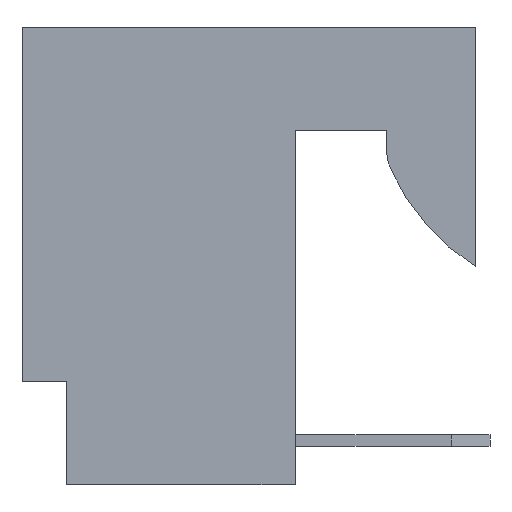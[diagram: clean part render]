
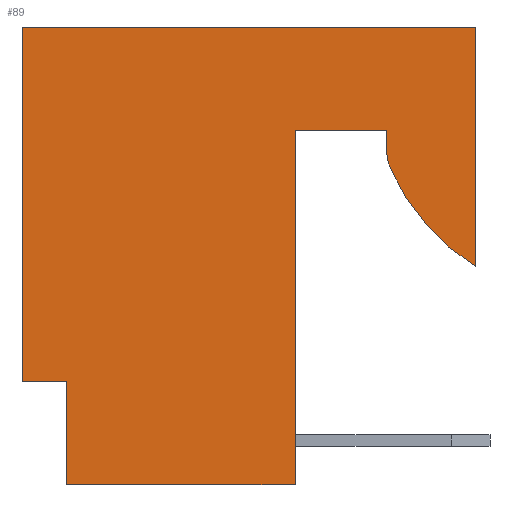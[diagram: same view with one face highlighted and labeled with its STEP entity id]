
A CAD part, left-side view. The second image highlights one B-rep face of the part: STEP entity #89.
In plain terms, the highlighted planar face has unit normal (-1, 0, 0).
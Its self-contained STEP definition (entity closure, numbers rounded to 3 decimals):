
#89=ADVANCED_FACE('',(#446),#447,.F.);
#446=FACE_OUTER_BOUND('',#1116,.T.);
#447=PLANE('',#1117);
#1116=EDGE_LOOP('',(#1906,#1907,#1908,#1909,#1910,#1911,#1912,#1913,#1914,#1915,#1916));
#1117=AXIS2_PLACEMENT_3D('',#1917,#1918,#1919);
#1906=ORIENTED_EDGE('',*,*,#4602,.F.);
#1907=ORIENTED_EDGE('',*,*,#4603,.F.);
#1908=ORIENTED_EDGE('',*,*,#4604,.F.);
#1909=ORIENTED_EDGE('',*,*,#4605,.F.);
#1910=ORIENTED_EDGE('',*,*,#4606,.F.);
#1911=ORIENTED_EDGE('',*,*,#4607,.F.);
#1912=ORIENTED_EDGE('',*,*,#4608,.F.);
#1913=ORIENTED_EDGE('',*,*,#4609,.F.);
#1914=ORIENTED_EDGE('',*,*,#4610,.F.);
#1915=ORIENTED_EDGE('',*,*,#4611,.F.);
#1916=ORIENTED_EDGE('',*,*,#4612,.F.);
#1917=CARTESIAN_POINT('',(-7.569,0.0,0.0));
#1918=DIRECTION('',(1.0,0.0,0.0));
#1919=DIRECTION('',(0.0,1.0,0.0));
#4602=EDGE_CURVE('',#5632,#5633,#5634,.T.);
#4603=EDGE_CURVE('',#5635,#5632,#5636,.T.);
#4604=EDGE_CURVE('',#5637,#5635,#5638,.T.);
#4605=EDGE_CURVE('',#5639,#5637,#5640,.T.);
#4606=EDGE_CURVE('',#5641,#5639,#5642,.T.);
#4607=EDGE_CURVE('',#5643,#5641,#5644,.T.);
#4608=EDGE_CURVE('',#5645,#5643,#5646,.T.);
#4609=EDGE_CURVE('',#5647,#5645,#5648,.T.);
#4610=EDGE_CURVE('',#5649,#5647,#5650,.T.);
#4611=EDGE_CURVE('',#5651,#5649,#5652,.T.);
#4612=EDGE_CURVE('',#5633,#5651,#5653,.T.);
#5632=VERTEX_POINT('',#7164);
#5633=VERTEX_POINT('',#7165);
#5634=LINE('',#7166,#7167);
#5635=VERTEX_POINT('',#7168);
#5636=LINE('',#7169,#7170);
#5637=VERTEX_POINT('',#7171);
#5638=LINE('',#7172,#7173);
#5639=VERTEX_POINT('',#7174);
#5640=LINE('',#7175,#7176);
#5641=VERTEX_POINT('',#7177);
#5642=LINE('',#7178,#7179);
#5643=VERTEX_POINT('',#7180);
#5644=LINE('',#7181,#7182);
#5645=VERTEX_POINT('',#7183);
#5646=LINE('',#7184,#7185);
#5647=VERTEX_POINT('',#7186);
#5648=LINE('',#7187,#7188);
#5649=VERTEX_POINT('',#7189);
#5650=CIRCLE('',#7190,0.762);
#5651=VERTEX_POINT('',#7191);
#5652=CIRCLE('',#7192,3.81);
#5653=LINE('',#7193,#7194);
#7164=CARTESIAN_POINT('',(-7.569,7.798,0.0));
#7165=CARTESIAN_POINT('',(-7.569,0.0,0.0));
#7166=CARTESIAN_POINT('',(-7.569,7.798,0.0));
#7167=VECTOR('',#9334,7.798);
#7168=CARTESIAN_POINT('',(-7.569,7.798,-6.096));
#7169=CARTESIAN_POINT('',(-7.569,7.798,-6.096));
#7170=VECTOR('',#9335,6.096);
#7171=CARTESIAN_POINT('',(-7.569,7.036,-6.096));
#7172=CARTESIAN_POINT('',(-7.569,7.036,-6.096));
#7173=VECTOR('',#9336,0.762);
#7174=CARTESIAN_POINT('',(-7.569,7.036,-7.874));
#7175=CARTESIAN_POINT('',(-7.569,7.036,-7.874));
#7176=VECTOR('',#9337,1.778);
#7177=CARTESIAN_POINT('',(-7.569,3.099,-7.874));
#7178=CARTESIAN_POINT('',(-7.569,3.099,-7.874));
#7179=VECTOR('',#9338,3.937);
#7180=CARTESIAN_POINT('',(-7.569,3.099,-1.778));
#7181=CARTESIAN_POINT('',(-7.569,3.099,-1.778));
#7182=VECTOR('',#9339,6.096);
#7183=CARTESIAN_POINT('',(-7.569,1.524,-1.778));
#7184=CARTESIAN_POINT('',(-7.569,1.524,-1.778));
#7185=VECTOR('',#9340,1.575);
#7186=CARTESIAN_POINT('',(-7.569,1.524,-2.125));
#7187=CARTESIAN_POINT('',(-7.569,1.524,-2.125));
#7188=VECTOR('',#9341,0.347);
#7189=CARTESIAN_POINT('',(-7.569,1.459,-2.434));
#7190=AXIS2_PLACEMENT_3D('',#9342,#9343,#9344);
#7191=CARTESIAN_POINT('',(-7.569,0.0,-4.117));
#7192=AXIS2_PLACEMENT_3D('',#9345,#9346,#9347);
#7193=CARTESIAN_POINT('',(-7.569,0.0,0.0));
#7194=VECTOR('',#9348,4.117);
#9334=DIRECTION('',(0.0,-1.0,0.0));
#9335=DIRECTION('',(0.0,0.0,1.0));
#9336=DIRECTION('',(0.0,1.0,0.0));
#9337=DIRECTION('',(0.0,0.0,1.0));
#9338=DIRECTION('',(0.0,1.0,0.0));
#9339=DIRECTION('',(0.0,0.0,-1.0));
#9340=DIRECTION('',(0.0,1.0,0.0));
#9341=DIRECTION('',(0.0,0.0,1.0));
#9342=CARTESIAN_POINT('',(-7.569,0.762,-2.125));
#9343=DIRECTION('',(1.0,0.0,0.0));
#9344=DIRECTION('',(0.0,0.914,-0.405));
#9345=CARTESIAN_POINT('',(-7.569,-2.024,-0.889));
#9346=DIRECTION('',(1.0,0.0,0.0));
#9347=DIRECTION('',(0.0,0.531,-0.847));
#9348=DIRECTION('',(0.0,0.0,-1.0));
